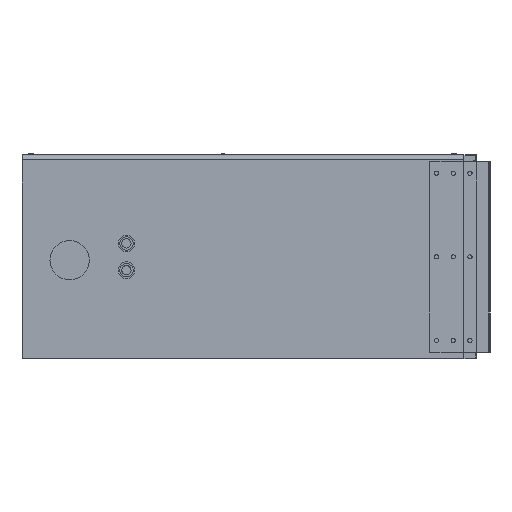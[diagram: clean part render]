
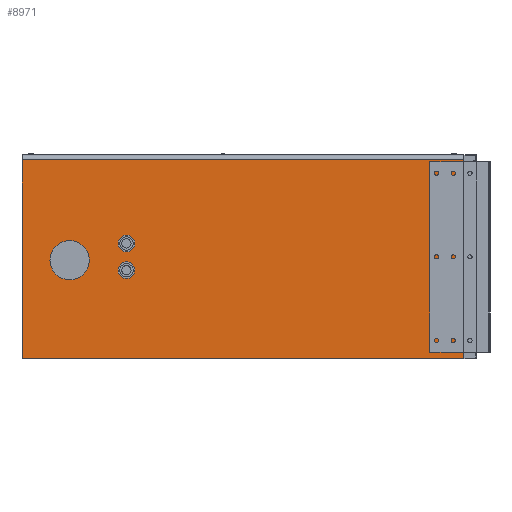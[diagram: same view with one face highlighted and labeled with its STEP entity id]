
A CAD part, left-side view. The second image highlights one B-rep face of the part: STEP entity #8971.
In plain terms, the highlighted planar face has unit normal (-1, 0, 0).
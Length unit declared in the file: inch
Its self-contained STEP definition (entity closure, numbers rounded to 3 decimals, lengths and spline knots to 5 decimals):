
#135 = AXIS2_PLACEMENT_3D ( 'NONE', #10517, #7999, #9750 ) ;
#565 = AXIS2_PLACEMENT_3D ( 'NONE', #5363, #8038, #2071 ) ;
#727 = DIRECTION ( 'NONE',  ( 1., 0., 0. ) ) ;
#755 = DIRECTION ( 'NONE',  ( 1., 0., 0. ) ) ;
#1024 = VERTEX_POINT ( 'NONE', #10980 ) ;
#1078 = DIRECTION ( 'NONE',  ( 0., -1., 0. ) ) ;
#1146 = DIRECTION ( 'NONE',  ( 0., -1., 0. ) ) ;
#1178 = VERTEX_POINT ( 'NONE', #4574 ) ;
#1184 = CARTESIAN_POINT ( 'NONE',  ( -25.5, 66., -15.25 ) ) ;
#1220 = CARTESIAN_POINT ( 'NONE',  ( -25.5, 0., 14.5 ) ) ;
#1431 = EDGE_CURVE ( 'NONE', #1561, #1024, #8637, .T. ) ;
#1441 = EDGE_LOOP ( 'NONE', ( #3856, #7103 ) ) ;
#1486 = CARTESIAN_POINT ( 'NONE',  ( -25.5, 66., 14.5 ) ) ;
#1544 = VERTEX_POINT ( 'NONE', #1808 ) ;
#1561 = VERTEX_POINT ( 'NONE', #10563 ) ;
#1599 = CIRCLE ( 'NONE', #135, 2.9375 ) ;
#1776 = DIRECTION ( 'NONE',  ( 0., 0., -1. ) ) ;
#1808 = CARTESIAN_POINT ( 'NONE',  ( -25.5, 58.875, 2.4375 ) ) ;
#1950 = CARTESIAN_POINT ( 'NONE',  ( -25.5, 50.375, -2. ) ) ;
#2000 = EDGE_CURVE ( 'NONE', #8105, #1178, #4022, .T. ) ;
#2071 = DIRECTION ( 'NONE',  ( 0., 0., -1. ) ) ;
#2357 = CARTESIAN_POINT ( 'NONE',  ( -25.5, 58.875, -3.4375 ) ) ;
#2493 = DIRECTION ( 'NONE',  ( 0., 0., -1. ) ) ;
#2511 = VECTOR ( 'NONE', #1078, 39.37008 ) ;
#2532 = VERTEX_POINT ( 'NONE', #1220 ) ;
#2671 = LINE ( 'NONE', #6600, #10220 ) ;
#2974 = VERTEX_POINT ( 'NONE', #6591 ) ;
#3645 = CARTESIAN_POINT ( 'NONE',  ( -25.5, 50.375, 0.75 ) ) ;
#3834 = VERTEX_POINT ( 'NONE', #8878 ) ;
#3844 = LINE ( 'NONE', #1184, #8168 ) ;
#3856 = ORIENTED_EDGE ( 'NONE', *, *, #9353, .T. ) ;
#3895 = FACE_BOUND ( 'NONE', #1441, .T. ) ;
#3994 = LINE ( 'NONE', #7088, #6828 ) ;
#3997 = EDGE_LOOP ( 'NONE', ( #10778, #4647 ) ) ;
#4022 = CIRCLE ( 'NONE', #9756, 1.25 ) ;
#4079 = PLANE ( 'NONE',  #6213 ) ;
#4115 = CARTESIAN_POINT ( 'NONE',  ( -25.5, 50.375, -2. ) ) ;
#4234 = CIRCLE ( 'NONE', #565, 2.9375 ) ;
#4574 = CARTESIAN_POINT ( 'NONE',  ( -25.5, 50.375, 3.25 ) ) ;
#4580 = DIRECTION ( 'NONE',  ( 0., 0., -1. ) ) ;
#4647 = ORIENTED_EDGE ( 'NONE', *, *, #11059, .T. ) ;
#4817 = ORIENTED_EDGE ( 'NONE', *, *, #2000, .T. ) ;
#4833 = FACE_BOUND ( 'NONE', #11179, .T. ) ;
#4909 = ORIENTED_EDGE ( 'NONE', *, *, #5482, .T. ) ;
#5033 = ORIENTED_EDGE ( 'NONE', *, *, #8922, .T. ) ;
#5363 = CARTESIAN_POINT ( 'NONE',  ( -25.5, 58.875, -0.5 ) ) ;
#5482 = EDGE_CURVE ( 'NONE', #3834, #2532, #2671, .T. ) ;
#5596 = EDGE_CURVE ( 'NONE', #2974, #6265, #3994, .T. ) ;
#5800 = EDGE_CURVE ( 'NONE', #1544, #8359, #1599, .T. ) ;
#5910 = FACE_BOUND ( 'NONE', #3997, .T. ) ;
#5985 = LINE ( 'NONE', #6968, #2511 ) ;
#6080 = AXIS2_PLACEMENT_3D ( 'NONE', #1950, #9865, #7245 ) ;
#6163 = EDGE_CURVE ( 'NONE', #2974, #3834, #3844, .T. ) ;
#6208 = DIRECTION ( 'NONE',  ( 1., 0., 0. ) ) ;
#6213 = AXIS2_PLACEMENT_3D ( 'NONE', #1486, #727, #2493 ) ;
#6265 = VERTEX_POINT ( 'NONE', #7852 ) ;
#6547 = EDGE_CURVE ( 'NONE', #6265, #2532, #5985, .T. ) ;
#6591 = CARTESIAN_POINT ( 'NONE',  ( -25.5, 66., -15.25 ) ) ;
#6600 = CARTESIAN_POINT ( 'NONE',  ( -25.5, 0., 14.5 ) ) ;
#6611 = CIRCLE ( 'NONE', #6789, 1.25 ) ;
#6740 = DIRECTION ( 'NONE',  ( 0., 0., -1. ) ) ;
#6789 = AXIS2_PLACEMENT_3D ( 'NONE', #7482, #755, #6740 ) ;
#6828 = VECTOR ( 'NONE', #7927, 39.37008 ) ;
#6968 = CARTESIAN_POINT ( 'NONE',  ( -25.5, 66., 14.5 ) ) ;
#7088 = CARTESIAN_POINT ( 'NONE',  ( -25.5, 66., 14.5 ) ) ;
#7103 = ORIENTED_EDGE ( 'NONE', *, *, #1431, .T. ) ;
#7245 = DIRECTION ( 'NONE',  ( 0., 0., -1. ) ) ;
#7482 = CARTESIAN_POINT ( 'NONE',  ( -25.5, 50.375, 2. ) ) ;
#7852 = CARTESIAN_POINT ( 'NONE',  ( -25.5, 66., 14.5 ) ) ;
#7927 = DIRECTION ( 'NONE',  ( 0., 0., 1. ) ) ;
#7988 = CARTESIAN_POINT ( 'NONE',  ( -25.5, 50.375, 2. ) ) ;
#7999 = DIRECTION ( 'NONE',  ( 1., 0., 0. ) ) ;
#8038 = DIRECTION ( 'NONE',  ( 1., 0., 0. ) ) ;
#8054 = ORIENTED_EDGE ( 'NONE', *, *, #6163, .T. ) ;
#8105 = VERTEX_POINT ( 'NONE', #3645 ) ;
#8168 = VECTOR ( 'NONE', #1146, 39.37008 ) ;
#8359 = VERTEX_POINT ( 'NONE', #2357 ) ;
#8637 = CIRCLE ( 'NONE', #11144, 1.25 ) ;
#8878 = CARTESIAN_POINT ( 'NONE',  ( -25.5, 0., -15.25 ) ) ;
#8922 = EDGE_CURVE ( 'NONE', #1178, #8105, #6611, .T. ) ;
#8971 = ADVANCED_FACE ( 'NONE', ( #5910, #3895, #4833, #10127 ), #4079, .F. ) ;
#9274 = DIRECTION ( 'NONE',  ( 0., 0., 1. ) ) ;
#9353 = EDGE_CURVE ( 'NONE', #1024, #1561, #10388, .T. ) ;
#9750 = DIRECTION ( 'NONE',  ( 0., 0., -1. ) ) ;
#9756 = AXIS2_PLACEMENT_3D ( 'NONE', #7988, #6208, #4580 ) ;
#9865 = DIRECTION ( 'NONE',  ( 1., 0., 0. ) ) ;
#9966 = ORIENTED_EDGE ( 'NONE', *, *, #6547, .F. ) ;
#10127 = FACE_OUTER_BOUND ( 'NONE', #10373, .T. ) ;
#10174 = DIRECTION ( 'NONE',  ( 1., 0., 0. ) ) ;
#10220 = VECTOR ( 'NONE', #9274, 39.37008 ) ;
#10373 = EDGE_LOOP ( 'NONE', ( #4909, #9966, #10729, #8054 ) ) ;
#10388 = CIRCLE ( 'NONE', #6080, 1.25 ) ;
#10517 = CARTESIAN_POINT ( 'NONE',  ( -25.5, 58.875, -0.5 ) ) ;
#10563 = CARTESIAN_POINT ( 'NONE',  ( -25.5, 50.375, -3.25 ) ) ;
#10729 = ORIENTED_EDGE ( 'NONE', *, *, #5596, .F. ) ;
#10778 = ORIENTED_EDGE ( 'NONE', *, *, #5800, .T. ) ;
#10980 = CARTESIAN_POINT ( 'NONE',  ( -25.5, 50.375, -0.75 ) ) ;
#11059 = EDGE_CURVE ( 'NONE', #8359, #1544, #4234, .T. ) ;
#11144 = AXIS2_PLACEMENT_3D ( 'NONE', #4115, #10174, #1776 ) ;
#11179 = EDGE_LOOP ( 'NONE', ( #5033, #4817 ) ) ;
